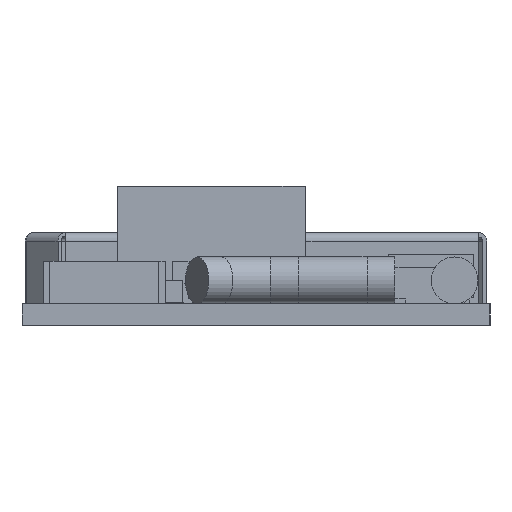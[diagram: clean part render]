
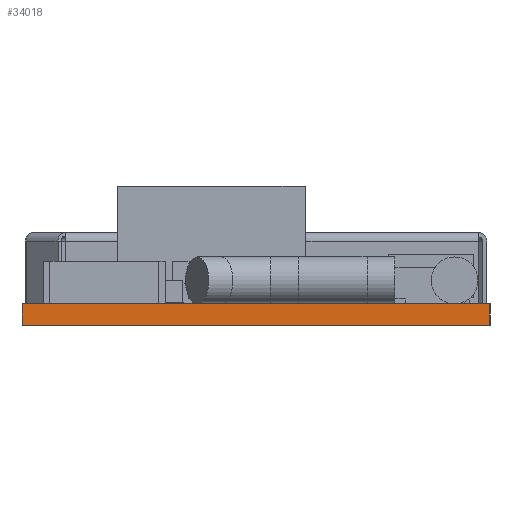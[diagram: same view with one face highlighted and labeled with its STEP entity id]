
A CAD part, left-side view. The second image highlights one B-rep face of the part: STEP entity #34018.
In plain terms, the highlighted planar face has unit normal (-1, 0, 0).
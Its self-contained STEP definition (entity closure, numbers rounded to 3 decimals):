
#34018 = ADVANCED_FACE('',(#34019),#34033,.T.);
#34019 = FACE_BOUND('',#34020,.T.);
#34020 = EDGE_LOOP('',(#34021,#34056,#34084,#34112));
#34021 = ORIENTED_EDGE('',*,*,#34022,.T.);
#34022 = EDGE_CURVE('',#34023,#34025,#34027,.T.);
#34023 = VERTEX_POINT('',#34024);
#34024 = CARTESIAN_POINT('',(-43.5,-21.46,-0.54));
#34025 = VERTEX_POINT('',#34026);
#34026 = CARTESIAN_POINT('',(-43.5,-21.46,0.46));
#34027 = SURFACE_CURVE('',#34028,(#34032,#34044),.PCURVE_S1.);
#34028 = LINE('',#34029,#34030);
#34029 = CARTESIAN_POINT('',(-43.5,-21.46,-0.54));
#34030 = VECTOR('',#34031,1.);
#34031 = DIRECTION('',(0.,0.,1.));
#34032 = PCURVE('',#34033,#34038);
#34033 = PLANE('',#34034);
#34034 = AXIS2_PLACEMENT_3D('',#34035,#34036,#34037);
#34035 = CARTESIAN_POINT('',(-43.5,-21.46,-0.54));
#34036 = DIRECTION('',(-1.,0.,0.));
#34037 = DIRECTION('',(0.,1.,0.));
#34038 = DEFINITIONAL_REPRESENTATION('',(#34039),#34043);
#34039 = LINE('',#34040,#34041);
#34040 = CARTESIAN_POINT('',(0.,0.));
#34041 = VECTOR('',#34042,1.);
#34042 = DIRECTION('',(0.,-1.));
#34043 = ( GEOMETRIC_REPRESENTATION_CONTEXT(2) 
PARAMETRIC_REPRESENTATION_CONTEXT() REPRESENTATION_CONTEXT('2D SPACE',''
  ) );
#34044 = PCURVE('',#34045,#34050);
#34045 = PLANE('',#34046);
#34046 = AXIS2_PLACEMENT_3D('',#34047,#34048,#34049);
#34047 = CARTESIAN_POINT('',(-43.5,-21.46,-0.54));
#34048 = DIRECTION('',(0.,1.,0.));
#34049 = DIRECTION('',(1.,0.,0.));
#34050 = DEFINITIONAL_REPRESENTATION('',(#34051),#34055);
#34051 = LINE('',#34052,#34053);
#34052 = CARTESIAN_POINT('',(0.,0.));
#34053 = VECTOR('',#34054,1.);
#34054 = DIRECTION('',(0.,-1.));
#34055 = ( GEOMETRIC_REPRESENTATION_CONTEXT(2) 
PARAMETRIC_REPRESENTATION_CONTEXT() REPRESENTATION_CONTEXT('2D SPACE',''
  ) );
#34056 = ORIENTED_EDGE('',*,*,#34057,.T.);
#34057 = EDGE_CURVE('',#34025,#34058,#34060,.T.);
#34058 = VERTEX_POINT('',#34059);
#34059 = CARTESIAN_POINT('',(-43.5,0.46,0.46));
#34060 = SURFACE_CURVE('',#34061,(#34065,#34072),.PCURVE_S1.);
#34061 = LINE('',#34062,#34063);
#34062 = CARTESIAN_POINT('',(-43.5,-21.46,0.46));
#34063 = VECTOR('',#34064,1.);
#34064 = DIRECTION('',(0.,1.,0.));
#34065 = PCURVE('',#34033,#34066);
#34066 = DEFINITIONAL_REPRESENTATION('',(#34067),#34071);
#34067 = LINE('',#34068,#34069);
#34068 = CARTESIAN_POINT('',(0.,-1.));
#34069 = VECTOR('',#34070,1.);
#34070 = DIRECTION('',(1.,0.));
#34071 = ( GEOMETRIC_REPRESENTATION_CONTEXT(2) 
PARAMETRIC_REPRESENTATION_CONTEXT() REPRESENTATION_CONTEXT('2D SPACE',''
  ) );
#34072 = PCURVE('',#34073,#34078);
#34073 = PLANE('',#34074);
#34074 = AXIS2_PLACEMENT_3D('',#34075,#34076,#34077);
#34075 = CARTESIAN_POINT('',(-43.5,-21.46,0.46));
#34076 = DIRECTION('',(0.,0.,1.));
#34077 = DIRECTION('',(1.,0.,0.));
#34078 = DEFINITIONAL_REPRESENTATION('',(#34079),#34083);
#34079 = LINE('',#34080,#34081);
#34080 = CARTESIAN_POINT('',(0.,0.));
#34081 = VECTOR('',#34082,1.);
#34082 = DIRECTION('',(0.,1.));
#34083 = ( GEOMETRIC_REPRESENTATION_CONTEXT(2) 
PARAMETRIC_REPRESENTATION_CONTEXT() REPRESENTATION_CONTEXT('2D SPACE',''
  ) );
#34084 = ORIENTED_EDGE('',*,*,#34085,.F.);
#34085 = EDGE_CURVE('',#34086,#34058,#34088,.T.);
#34086 = VERTEX_POINT('',#34087);
#34087 = CARTESIAN_POINT('',(-43.5,0.46,-0.54));
#34088 = SURFACE_CURVE('',#34089,(#34093,#34100),.PCURVE_S1.);
#34089 = LINE('',#34090,#34091);
#34090 = CARTESIAN_POINT('',(-43.5,0.46,-0.54));
#34091 = VECTOR('',#34092,1.);
#34092 = DIRECTION('',(0.,0.,1.));
#34093 = PCURVE('',#34033,#34094);
#34094 = DEFINITIONAL_REPRESENTATION('',(#34095),#34099);
#34095 = LINE('',#34096,#34097);
#34096 = CARTESIAN_POINT('',(21.92,0.));
#34097 = VECTOR('',#34098,1.);
#34098 = DIRECTION('',(0.,-1.));
#34099 = ( GEOMETRIC_REPRESENTATION_CONTEXT(2) 
PARAMETRIC_REPRESENTATION_CONTEXT() REPRESENTATION_CONTEXT('2D SPACE',''
  ) );
#34100 = PCURVE('',#34101,#34106);
#34101 = PLANE('',#34102);
#34102 = AXIS2_PLACEMENT_3D('',#34103,#34104,#34105);
#34103 = CARTESIAN_POINT('',(0.,0.46,-0.54));
#34104 = DIRECTION('',(0.,-1.,0.));
#34105 = DIRECTION('',(-1.,0.,0.));
#34106 = DEFINITIONAL_REPRESENTATION('',(#34107),#34111);
#34107 = LINE('',#34108,#34109);
#34108 = CARTESIAN_POINT('',(43.5,0.));
#34109 = VECTOR('',#34110,1.);
#34110 = DIRECTION('',(0.,-1.));
#34111 = ( GEOMETRIC_REPRESENTATION_CONTEXT(2) 
PARAMETRIC_REPRESENTATION_CONTEXT() REPRESENTATION_CONTEXT('2D SPACE',''
  ) );
#34112 = ORIENTED_EDGE('',*,*,#34113,.F.);
#34113 = EDGE_CURVE('',#34023,#34086,#34114,.T.);
#34114 = SURFACE_CURVE('',#34115,(#34119,#34126),.PCURVE_S1.);
#34115 = LINE('',#34116,#34117);
#34116 = CARTESIAN_POINT('',(-43.5,-21.46,-0.54));
#34117 = VECTOR('',#34118,1.);
#34118 = DIRECTION('',(0.,1.,0.));
#34119 = PCURVE('',#34033,#34120);
#34120 = DEFINITIONAL_REPRESENTATION('',(#34121),#34125);
#34121 = LINE('',#34122,#34123);
#34122 = CARTESIAN_POINT('',(0.,0.));
#34123 = VECTOR('',#34124,1.);
#34124 = DIRECTION('',(1.,0.));
#34125 = ( GEOMETRIC_REPRESENTATION_CONTEXT(2) 
PARAMETRIC_REPRESENTATION_CONTEXT() REPRESENTATION_CONTEXT('2D SPACE',''
  ) );
#34126 = PCURVE('',#34127,#34132);
#34127 = PLANE('',#34128);
#34128 = AXIS2_PLACEMENT_3D('',#34129,#34130,#34131);
#34129 = CARTESIAN_POINT('',(-43.5,-21.46,-0.54));
#34130 = DIRECTION('',(0.,0.,1.));
#34131 = DIRECTION('',(1.,0.,0.));
#34132 = DEFINITIONAL_REPRESENTATION('',(#34133),#34137);
#34133 = LINE('',#34134,#34135);
#34134 = CARTESIAN_POINT('',(0.,0.));
#34135 = VECTOR('',#34136,1.);
#34136 = DIRECTION('',(0.,1.));
#34137 = ( GEOMETRIC_REPRESENTATION_CONTEXT(2) 
PARAMETRIC_REPRESENTATION_CONTEXT() REPRESENTATION_CONTEXT('2D SPACE',''
  ) );
